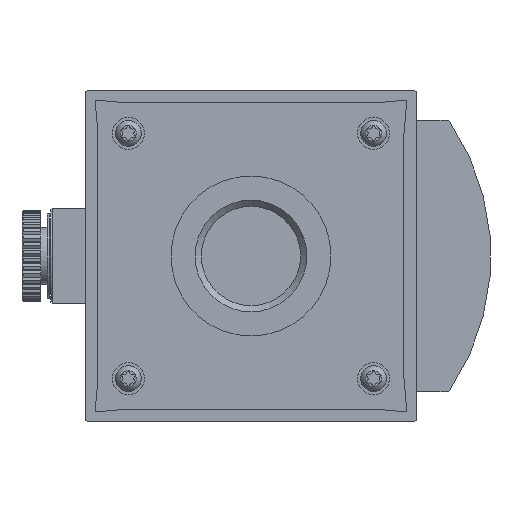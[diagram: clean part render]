
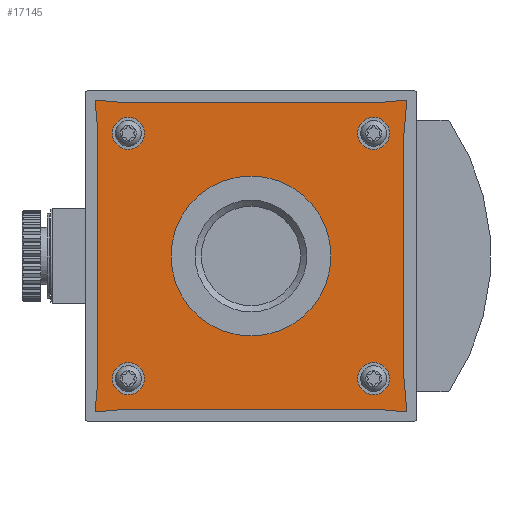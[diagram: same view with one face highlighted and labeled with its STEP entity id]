
A CAD part, front view. The second image highlights one B-rep face of the part: STEP entity #17145.
In plain terms, the highlighted planar face has unit normal (0, -1, 0).
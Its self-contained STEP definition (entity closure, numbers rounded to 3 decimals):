
#1411=LINE('',#26031,#2352);
#1414=LINE('',#26039,#2355);
#1416=LINE('',#26043,#2357);
#1418=LINE('',#26047,#2359);
#1421=LINE('',#26055,#2362);
#1423=LINE('',#26059,#2364);
#1425=LINE('',#26063,#2366);
#1428=LINE('',#26071,#2369);
#1430=LINE('',#26075,#2371);
#1432=LINE('',#26079,#2373);
#1435=LINE('',#26087,#2376);
#1437=LINE('',#26091,#2378);
#2352=VECTOR('',#21642,1000.);
#2355=VECTOR('',#21651,1000.);
#2357=VECTOR('',#21655,1000.);
#2359=VECTOR('',#21659,1000.);
#2362=VECTOR('',#21668,1000.);
#2364=VECTOR('',#21672,1000.);
#2366=VECTOR('',#21676,1000.);
#2369=VECTOR('',#21685,1000.);
#2371=VECTOR('',#21689,1000.);
#2373=VECTOR('',#21693,1000.);
#2376=VECTOR('',#21702,1000.);
#2378=VECTOR('',#21706,1000.);
#5531=ORIENTED_EDGE('',*,*,#7651,.F.);
#5532=ORIENTED_EDGE('',*,*,#7652,.F.);
#5533=ORIENTED_EDGE('',*,*,#7653,.F.);
#5534=ORIENTED_EDGE('',*,*,#7654,.F.);
#5535=ORIENTED_EDGE('',*,*,#7655,.F.);
#5536=ORIENTED_EDGE('',*,*,#7620,.F.);
#5537=ORIENTED_EDGE('',*,*,#7650,.F.);
#5538=ORIENTED_EDGE('',*,*,#7648,.F.);
#5539=ORIENTED_EDGE('',*,*,#7646,.F.);
#5540=ORIENTED_EDGE('',*,*,#7644,.F.);
#5541=ORIENTED_EDGE('',*,*,#7642,.F.);
#5542=ORIENTED_EDGE('',*,*,#7640,.F.);
#5543=ORIENTED_EDGE('',*,*,#7638,.F.);
#5544=ORIENTED_EDGE('',*,*,#7636,.F.);
#5545=ORIENTED_EDGE('',*,*,#7634,.F.);
#5546=ORIENTED_EDGE('',*,*,#7632,.F.);
#5547=ORIENTED_EDGE('',*,*,#7630,.F.);
#5548=ORIENTED_EDGE('',*,*,#7628,.F.);
#5549=ORIENTED_EDGE('',*,*,#7626,.F.);
#5550=ORIENTED_EDGE('',*,*,#7624,.F.);
#5551=ORIENTED_EDGE('',*,*,#7622,.F.);
#7620=EDGE_CURVE('',#8958,#8959,#1411,.T.);
#7622=EDGE_CURVE('',#8959,#8960,#9646,.T.);
#7624=EDGE_CURVE('',#8960,#8961,#1414,.T.);
#7626=EDGE_CURVE('',#8961,#8962,#1416,.T.);
#7628=EDGE_CURVE('',#8962,#8963,#1418,.T.);
#7630=EDGE_CURVE('',#8963,#8964,#9647,.T.);
#7632=EDGE_CURVE('',#8964,#8965,#1421,.T.);
#7634=EDGE_CURVE('',#8965,#8966,#1423,.T.);
#7636=EDGE_CURVE('',#8966,#8967,#1425,.T.);
#7638=EDGE_CURVE('',#8967,#8968,#9648,.T.);
#7640=EDGE_CURVE('',#8968,#8969,#1428,.T.);
#7642=EDGE_CURVE('',#8969,#8970,#1430,.T.);
#7644=EDGE_CURVE('',#8970,#8971,#1432,.T.);
#7646=EDGE_CURVE('',#8971,#8972,#9649,.T.);
#7648=EDGE_CURVE('',#8972,#8973,#1435,.T.);
#7650=EDGE_CURVE('',#8973,#8958,#1437,.T.);
#7651=EDGE_CURVE('',#8974,#8974,#9650,.F.);
#7652=EDGE_CURVE('',#8975,#8975,#9651,.F.);
#7653=EDGE_CURVE('',#8976,#8976,#9652,.F.);
#7654=EDGE_CURVE('',#8977,#8977,#9653,.F.);
#7655=EDGE_CURVE('',#8978,#8978,#9654,.F.);
#8958=VERTEX_POINT('',#26030);
#8959=VERTEX_POINT('',#26032);
#8960=VERTEX_POINT('',#26036);
#8961=VERTEX_POINT('',#26040);
#8962=VERTEX_POINT('',#26044);
#8963=VERTEX_POINT('',#26048);
#8964=VERTEX_POINT('',#26052);
#8965=VERTEX_POINT('',#26056);
#8966=VERTEX_POINT('',#26060);
#8967=VERTEX_POINT('',#26064);
#8968=VERTEX_POINT('',#26068);
#8969=VERTEX_POINT('',#26072);
#8970=VERTEX_POINT('',#26076);
#8971=VERTEX_POINT('',#26080);
#8972=VERTEX_POINT('',#26084);
#8973=VERTEX_POINT('',#26088);
#8974=VERTEX_POINT('',#26094);
#8975=VERTEX_POINT('',#26096);
#8976=VERTEX_POINT('',#26098);
#8977=VERTEX_POINT('',#26100);
#8978=VERTEX_POINT('',#26102);
#9646=CIRCLE('',#18373,0.2);
#9647=CIRCLE('',#18378,0.2);
#9648=CIRCLE('',#18383,0.2);
#9649=CIRCLE('',#18388,0.2);
#9650=CIRCLE('',#18392,15.);
#9651=CIRCLE('',#18393,3.);
#9652=CIRCLE('',#18394,3.);
#9653=CIRCLE('',#18395,3.);
#9654=CIRCLE('',#18396,3.);
#10447=EDGE_LOOP('',(#5531));
#10448=EDGE_LOOP('',(#5532));
#10449=EDGE_LOOP('',(#5533));
#10450=EDGE_LOOP('',(#5534));
#10451=EDGE_LOOP('',(#5535));
#10452=EDGE_LOOP('',(#5536,#5537,#5538,#5539,#5540,#5541,#5542,#5543,#5544,
#5545,#5546,#5547,#5548,#5549,#5550,#5551));
#11258=FACE_BOUND('',#10447,.T.);
#11259=FACE_BOUND('',#10448,.T.);
#11260=FACE_BOUND('',#10449,.T.);
#11261=FACE_BOUND('',#10450,.T.);
#11262=FACE_BOUND('',#10451,.T.);
#11263=FACE_BOUND('',#10452,.T.);
#11676=PLANE('',#18391);
#17145=ADVANCED_FACE('',(#11258,#11259,#11260,#11261,#11262,#11263),#11676,
 .F.);
#18373=AXIS2_PLACEMENT_3D('',#26035,#21646,#21647);
#18378=AXIS2_PLACEMENT_3D('',#26051,#21663,#21664);
#18383=AXIS2_PLACEMENT_3D('',#26067,#21680,#21681);
#18388=AXIS2_PLACEMENT_3D('',#26083,#21697,#21698);
#18391=AXIS2_PLACEMENT_3D('',#26092,#21707,#21708);
#18392=AXIS2_PLACEMENT_3D('',#26093,#21709,#21710);
#18393=AXIS2_PLACEMENT_3D('',#26095,#21711,#21712);
#18394=AXIS2_PLACEMENT_3D('',#26097,#21713,#21714);
#18395=AXIS2_PLACEMENT_3D('',#26099,#21715,#21716);
#18396=AXIS2_PLACEMENT_3D('',#26101,#21717,#21718);
#21642=DIRECTION('',(-0.087,0.,0.996));
#21646=DIRECTION('',(0.,1.,0.));
#21647=DIRECTION('',(1.,0.,0.));
#21651=DIRECTION('',(0.996,0.,-0.087));
#21655=DIRECTION('',(1.,0.,0.));
#21659=DIRECTION('',(0.996,0.,0.087));
#21663=DIRECTION('',(0.,1.,0.));
#21664=DIRECTION('',(1.,0.,0.));
#21668=DIRECTION('',(-0.087,0.,-0.996));
#21672=DIRECTION('',(0.,0.,-1.));
#21676=DIRECTION('',(0.087,0.,-0.996));
#21680=DIRECTION('',(0.,1.,0.));
#21681=DIRECTION('',(1.,0.,0.));
#21685=DIRECTION('',(-0.996,0.,0.087));
#21689=DIRECTION('',(-1.,0.,0.));
#21693=DIRECTION('',(-0.996,0.,-0.087));
#21697=DIRECTION('',(0.,1.,0.));
#21698=DIRECTION('',(1.,0.,0.));
#21702=DIRECTION('',(0.087,0.,0.996));
#21706=DIRECTION('',(0.,0.,1.));
#21707=DIRECTION('',(0.,1.,0.));
#21708=DIRECTION('',(0.,0.,1.));
#21709=DIRECTION('',(0.,1.,0.));
#21710=DIRECTION('',(0.,0.,1.));
#21711=DIRECTION('',(0.,1.,0.));
#21712=DIRECTION('',(0.,0.,1.));
#21713=DIRECTION('',(0.,1.,0.));
#21714=DIRECTION('',(0.,0.,1.));
#21715=DIRECTION('',(0.,1.,0.));
#21716=DIRECTION('',(0.,0.,1.));
#21717=DIRECTION('',(0.,1.,0.));
#21718=DIRECTION('',(0.,0.,1.));
#26030=CARTESIAN_POINT('',(-28.7,-54.5,23.));
#26031=CARTESIAN_POINT('',(-28.7,-54.5,23.));
#26032=CARTESIAN_POINT('',(-29.226,-54.5,29.009));
#26035=CARTESIAN_POINT('',(-29.026,-54.5,29.026));
#26036=CARTESIAN_POINT('',(-29.009,-54.5,29.226));
#26039=CARTESIAN_POINT('',(-29.009,-54.5,29.226));
#26040=CARTESIAN_POINT('',(-23.,-54.5,28.7));
#26043=CARTESIAN_POINT('',(-23.,-54.5,28.7));
#26044=CARTESIAN_POINT('',(23.,-54.5,28.7));
#26047=CARTESIAN_POINT('',(23.,-54.5,28.7));
#26048=CARTESIAN_POINT('',(29.009,-54.5,29.226));
#26051=CARTESIAN_POINT('',(29.026,-54.5,29.026));
#26052=CARTESIAN_POINT('',(29.226,-54.5,29.009));
#26055=CARTESIAN_POINT('',(29.226,-54.5,29.009));
#26056=CARTESIAN_POINT('',(28.7,-54.5,23.));
#26059=CARTESIAN_POINT('',(28.7,-54.5,23.));
#26060=CARTESIAN_POINT('',(28.7,-54.5,-23.));
#26063=CARTESIAN_POINT('',(28.7,-54.5,-23.));
#26064=CARTESIAN_POINT('',(29.226,-54.5,-29.009));
#26067=CARTESIAN_POINT('',(29.026,-54.5,-29.026));
#26068=CARTESIAN_POINT('',(29.009,-54.5,-29.226));
#26071=CARTESIAN_POINT('',(29.009,-54.5,-29.226));
#26072=CARTESIAN_POINT('',(23.,-54.5,-28.7));
#26075=CARTESIAN_POINT('',(23.,-54.5,-28.7));
#26076=CARTESIAN_POINT('',(-23.,-54.5,-28.7));
#26079=CARTESIAN_POINT('',(-23.,-54.5,-28.7));
#26080=CARTESIAN_POINT('',(-29.009,-54.5,-29.226));
#26083=CARTESIAN_POINT('',(-29.026,-54.5,-29.026));
#26084=CARTESIAN_POINT('',(-29.226,-54.5,-29.009));
#26087=CARTESIAN_POINT('',(-29.226,-54.5,-29.009));
#26088=CARTESIAN_POINT('',(-28.7,-54.5,-23.));
#26091=CARTESIAN_POINT('',(-28.7,-54.5,-23.));
#26092=CARTESIAN_POINT('',(-29.026,-54.5,29.026));
#26093=CARTESIAN_POINT('',(0.,-54.5,0.));
#26094=CARTESIAN_POINT('',(0.,-54.5,15.));
#26095=CARTESIAN_POINT('',(-23.,-54.5,-23.));
#26096=CARTESIAN_POINT('',(-23.,-54.5,-20.));
#26097=CARTESIAN_POINT('',(23.,-54.5,-23.));
#26098=CARTESIAN_POINT('',(23.,-54.5,-20.));
#26099=CARTESIAN_POINT('',(-23.,-54.5,23.));
#26100=CARTESIAN_POINT('',(-23.,-54.5,26.));
#26101=CARTESIAN_POINT('',(23.,-54.5,23.));
#26102=CARTESIAN_POINT('',(23.,-54.5,26.));
